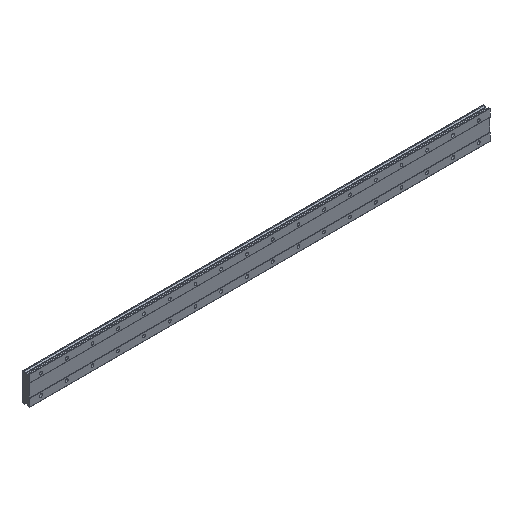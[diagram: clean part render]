
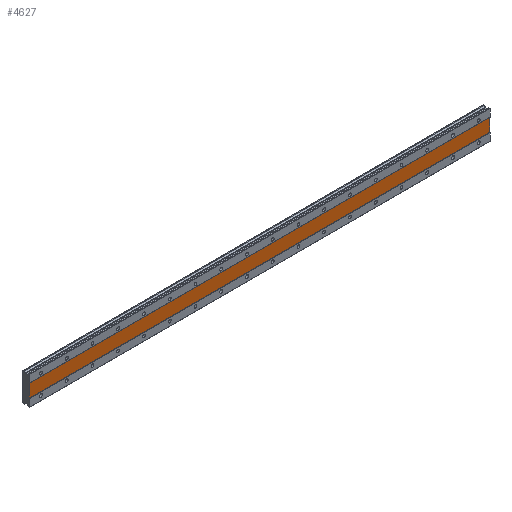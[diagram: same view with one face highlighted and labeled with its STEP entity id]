
A CAD part, isometric view. The second image highlights one B-rep face of the part: STEP entity #4627.
In plain terms, the highlighted planar face has unit normal (0, -1, 0).
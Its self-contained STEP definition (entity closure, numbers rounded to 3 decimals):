
#154 = VERTEX_POINT ( 'NONE', #6703 ) ;
#190 = ORIENTED_EDGE ( 'NONE', *, *, #3907, .F. ) ;
#339 = ORIENTED_EDGE ( 'NONE', *, *, #6493, .F. ) ;
#355 = CARTESIAN_POINT ( 'NONE',  ( 1395., 1., -20. ) ) ;
#366 = DIRECTION ( 'NONE',  ( 0., 0., 1. ) ) ;
#715 = CARTESIAN_POINT ( 'NONE',  ( -35., 1., -20. ) ) ;
#737 = PLANE ( 'NONE',  #4011 ) ;
#941 = CARTESIAN_POINT ( 'NONE',  ( -35., 1., 20. ) ) ;
#1025 = VECTOR ( 'NONE', #2999, 1000. ) ;
#1301 = CARTESIAN_POINT ( 'NONE',  ( 1395., 1., 20. ) ) ;
#1511 = LINE ( 'NONE', #6126, #1796 ) ;
#1796 = VECTOR ( 'NONE', #5682, 1000. ) ;
#2279 = DIRECTION ( 'NONE',  ( 0., 1., 0. ) ) ;
#2425 = DIRECTION ( 'NONE',  ( -1., 0., 0. ) ) ;
#2999 = DIRECTION ( 'NONE',  ( 0., 0., 1. ) ) ;
#3089 = CARTESIAN_POINT ( 'NONE',  ( 1395., 1., -20. ) ) ;
#3100 = VERTEX_POINT ( 'NONE', #3089 ) ;
#3593 = ORIENTED_EDGE ( 'NONE', *, *, #4465, .F. ) ;
#3710 = CARTESIAN_POINT ( 'NONE',  ( -35., 1., 20. ) ) ;
#3840 = EDGE_CURVE ( 'NONE', #4565, #154, #1511, .T. ) ;
#3881 = LINE ( 'NONE', #1301, #4673 ) ;
#3907 = EDGE_CURVE ( 'NONE', #4874, #4565, #5580, .T. ) ;
#3983 = DIRECTION ( 'NONE',  ( 0., 0., -1. ) ) ;
#4011 = AXIS2_PLACEMENT_3D ( 'NONE', #5016, #2279, #366 ) ;
#4465 = EDGE_CURVE ( 'NONE', #154, #3100, #3881, .T. ) ;
#4515 = FACE_OUTER_BOUND ( 'NONE', #4686, .T. ) ;
#4565 = VERTEX_POINT ( 'NONE', #3710 ) ;
#4627 = ADVANCED_FACE ( 'NONE', ( #4515 ), #737, .F. ) ;
#4673 = VECTOR ( 'NONE', #3983, 1000. ) ;
#4686 = EDGE_LOOP ( 'NONE', ( #339, #3593, #4740, #190 ) ) ;
#4740 = ORIENTED_EDGE ( 'NONE', *, *, #3840, .F. ) ;
#4874 = VERTEX_POINT ( 'NONE', #715 ) ;
#5016 = CARTESIAN_POINT ( 'NONE',  ( 1395., 1., 20. ) ) ;
#5232 = VECTOR ( 'NONE', #2425, 1000. ) ;
#5489 = LINE ( 'NONE', #355, #5232 ) ;
#5580 = LINE ( 'NONE', #941, #1025 ) ;
#5682 = DIRECTION ( 'NONE',  ( 1., 0., 0. ) ) ;
#6126 = CARTESIAN_POINT ( 'NONE',  ( 1395., 1., 20. ) ) ;
#6493 = EDGE_CURVE ( 'NONE', #3100, #4874, #5489, .T. ) ;
#6703 = CARTESIAN_POINT ( 'NONE',  ( 1395., 1., 20. ) ) ;
